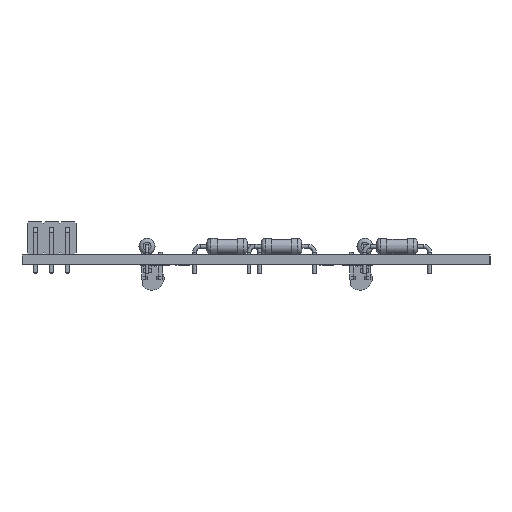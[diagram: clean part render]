
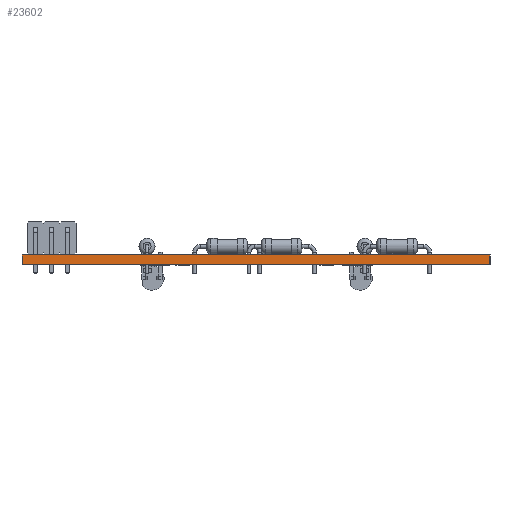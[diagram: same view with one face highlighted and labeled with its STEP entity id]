
A CAD part, left-side view. The second image highlights one B-rep face of the part: STEP entity #23602.
In plain terms, the highlighted planar face has unit normal (-1, 0, 0).
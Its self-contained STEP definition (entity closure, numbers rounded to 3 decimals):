
#22439 = VERTEX_POINT('',#22440);
#22440 = CARTESIAN_POINT('',(37.5,-25.5,0.));
#22446 = EDGE_CURVE('',#22447,#22439,#22449,.T.);
#22447 = VERTEX_POINT('',#22448);
#22448 = CARTESIAN_POINT('',(37.5,-98.5,0.));
#22449 = LINE('',#22450,#22451);
#22450 = CARTESIAN_POINT('',(37.5,-98.5,0.));
#22451 = VECTOR('',#22452,1.);
#22452 = DIRECTION('',(0.,1.,0.));
#23007 = VERTEX_POINT('',#23008);
#23008 = CARTESIAN_POINT('',(37.5,-25.5,1.51));
#23014 = EDGE_CURVE('',#23015,#23007,#23017,.T.);
#23015 = VERTEX_POINT('',#23016);
#23016 = CARTESIAN_POINT('',(37.5,-98.5,1.51));
#23017 = LINE('',#23018,#23019);
#23018 = CARTESIAN_POINT('',(37.5,-98.5,1.51));
#23019 = VECTOR('',#23020,1.);
#23020 = DIRECTION('',(0.,1.,0.));
#23572 = EDGE_CURVE('',#22439,#23007,#23573,.T.);
#23573 = LINE('',#23574,#23575);
#23574 = CARTESIAN_POINT('',(37.5,-25.5,0.));
#23575 = VECTOR('',#23576,1.);
#23576 = DIRECTION('',(0.,0.,1.));
#23602 = ADVANCED_FACE('',(#23603),#23614,.T.);
#23603 = FACE_BOUND('',#23604,.T.);
#23604 = EDGE_LOOP('',(#23605,#23611,#23612,#23613));
#23605 = ORIENTED_EDGE('',*,*,#23606,.T.);
#23606 = EDGE_CURVE('',#22447,#23015,#23607,.T.);
#23607 = LINE('',#23608,#23609);
#23608 = CARTESIAN_POINT('',(37.5,-98.5,0.));
#23609 = VECTOR('',#23610,1.);
#23610 = DIRECTION('',(0.,0.,1.));
#23611 = ORIENTED_EDGE('',*,*,#23014,.T.);
#23612 = ORIENTED_EDGE('',*,*,#23572,.F.);
#23613 = ORIENTED_EDGE('',*,*,#22446,.F.);
#23614 = PLANE('',#23615);
#23615 = AXIS2_PLACEMENT_3D('',#23616,#23617,#23618);
#23616 = CARTESIAN_POINT('',(37.5,-98.5,0.));
#23617 = DIRECTION('',(-1.,0.,0.));
#23618 = DIRECTION('',(0.,1.,0.));
